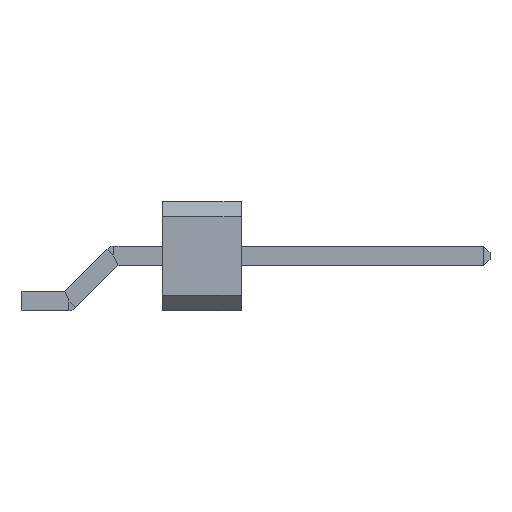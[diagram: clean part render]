
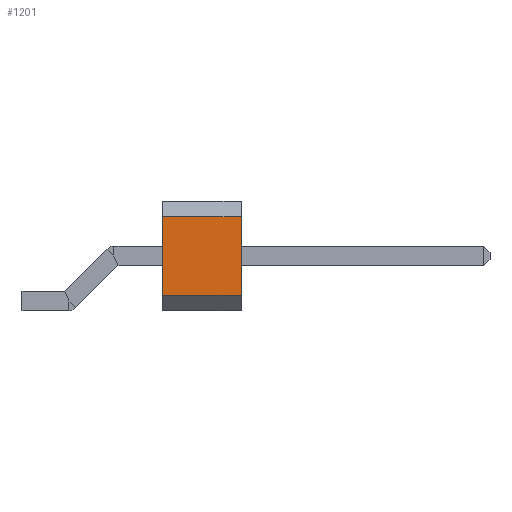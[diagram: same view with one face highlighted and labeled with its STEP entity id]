
A CAD part, front view. The second image highlights one B-rep face of the part: STEP entity #1201.
In plain terms, the highlighted planar face has unit normal (0, -1, 0).
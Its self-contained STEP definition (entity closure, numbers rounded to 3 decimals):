
#1030 = VERTEX_POINT('',#1031);
#1031 = CARTESIAN_POINT('',(3.808,-1.27,3.06));
#1037 = EDGE_CURVE('',#1030,#1038,#1040,.T.);
#1038 = VERTEX_POINT('',#1039);
#1039 = CARTESIAN_POINT('',(3.808,-1.27,0.5));
#1040 = LINE('',#1041,#1042);
#1041 = CARTESIAN_POINT('',(3.808,-1.27,3.56));
#1042 = VECTOR('',#1043,1.);
#1043 = DIRECTION('',(0.,0.,-1.));
#1118 = VERTEX_POINT('',#1119);
#1119 = CARTESIAN_POINT('',(6.348,-1.27,3.06));
#1125 = EDGE_CURVE('',#1030,#1118,#1126,.T.);
#1126 = LINE('',#1127,#1128);
#1127 = CARTESIAN_POINT('',(3.808,-1.27,3.06));
#1128 = VECTOR('',#1129,1.);
#1129 = DIRECTION('',(1.,0.,0.));
#1141 = EDGE_CURVE('',#1118,#1142,#1144,.T.);
#1142 = VERTEX_POINT('',#1143);
#1143 = CARTESIAN_POINT('',(6.348,-1.27,0.5));
#1144 = LINE('',#1145,#1146);
#1145 = CARTESIAN_POINT('',(6.348,-1.27,3.56));
#1146 = VECTOR('',#1147,1.);
#1147 = DIRECTION('',(0.,0.,-1.));
#1201 = ADVANCED_FACE('',(#1202),#1213,.F.);
#1202 = FACE_BOUND('',#1203,.F.);
#1203 = EDGE_LOOP('',(#1204,#1205,#1206,#1207));
#1204 = ORIENTED_EDGE('',*,*,#1037,.F.);
#1205 = ORIENTED_EDGE('',*,*,#1125,.T.);
#1206 = ORIENTED_EDGE('',*,*,#1141,.T.);
#1207 = ORIENTED_EDGE('',*,*,#1208,.F.);
#1208 = EDGE_CURVE('',#1038,#1142,#1209,.T.);
#1209 = LINE('',#1210,#1211);
#1210 = CARTESIAN_POINT('',(3.808,-1.27,0.5));
#1211 = VECTOR('',#1212,1.);
#1212 = DIRECTION('',(1.,0.,0.));
#1213 = PLANE('',#1214);
#1214 = AXIS2_PLACEMENT_3D('',#1215,#1216,#1217);
#1215 = CARTESIAN_POINT('',(3.808,-1.27,3.56));
#1216 = DIRECTION('',(0.,1.,0.));
#1217 = DIRECTION('',(0.,0.,-1.));
